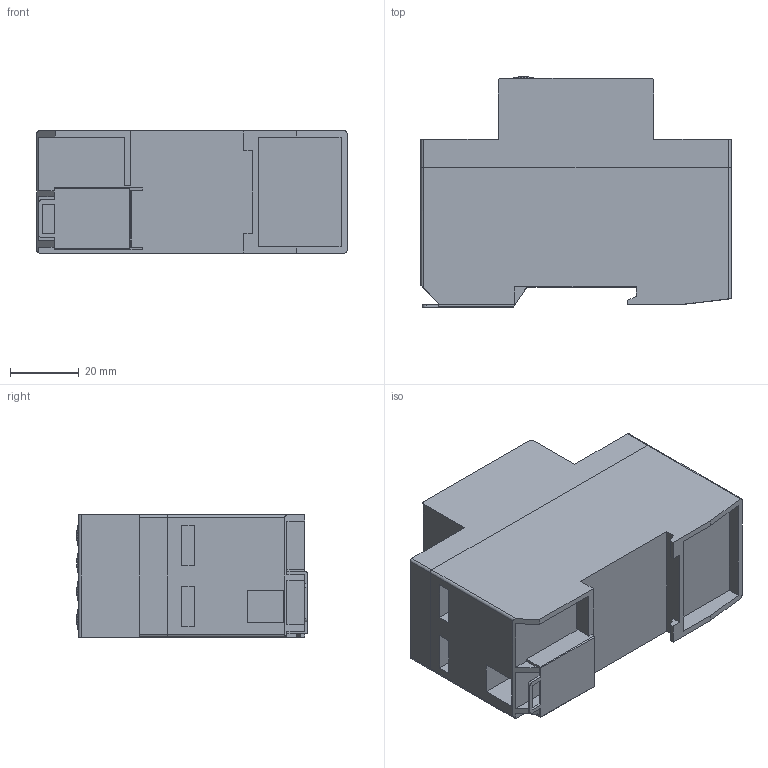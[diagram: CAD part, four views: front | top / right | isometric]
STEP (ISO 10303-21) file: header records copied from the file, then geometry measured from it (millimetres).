
FILE_DESCRIPTION (( 'STEP AP214' ), '1' );
FILE_NAME ('1104-09-002-E.STEP', '2019-01-16T17:53:23', ( '' ), ( '' ), 'SwSTEP 2.0', 'SolidWorks 2018', '' );
FILE_SCHEMA (( 'AUTOMOTIVE_DESIGN' ));
Length unit declared in the file: inch
Products named in the file (1): 1104-09-002-E
Bounding box: 90.55 x 67.31 x 35.66 mm (x, y, z)
Volume: 163654.3 mm3; surface area: 33227.3 mm2
Topology: 6 solids, 6 shells, 738 faces, 1983 edges, 1320 vertices
Faces by surface type: plane 523, bspline 176, cylinder 34, sphere 5
Entity records: 39801 total; most frequent: CARTESIAN_POINT 14671, ORIENTED_EDGE 3938, DIRECTION 2856, EDGE_CURVE 1969, LINE 1490, VECTOR 1490, VERTEX_POINT 1312, EDGE_LOOP 815
